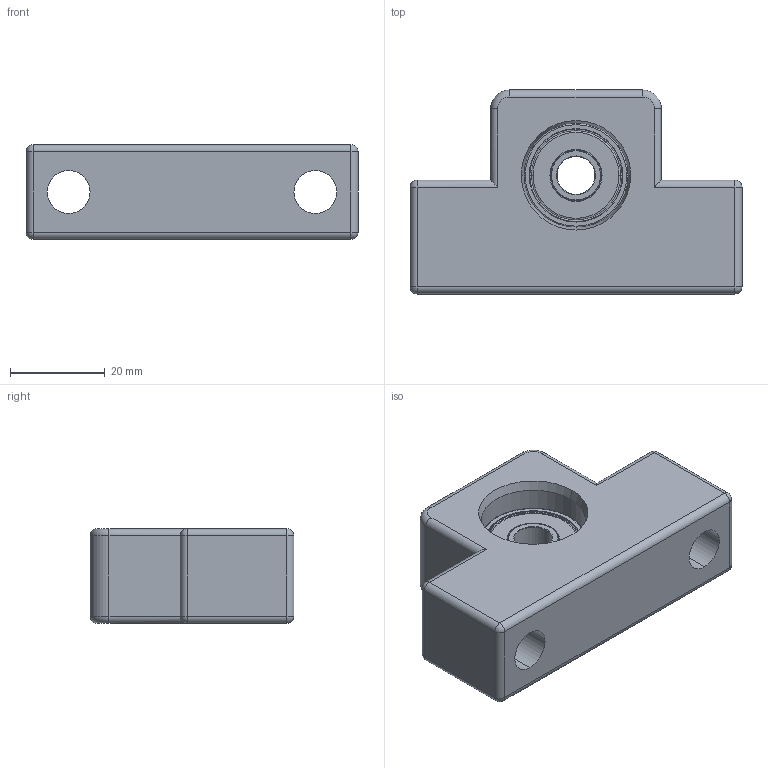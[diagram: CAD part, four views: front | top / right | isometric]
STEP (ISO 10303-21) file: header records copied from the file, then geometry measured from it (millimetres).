
FILE_DESCRIPTION (( 'STEP AP214' ), '1' );
FILE_NAME ('EF10疒玉.STEP', '2018-12-10T05:04:52', ( 'Windows 荤侩磊' ), ( '' ), 'SwSTEP 2.0', 'SolidWorks 2013', '' );
FILE_SCHEMA (( 'AUTOMOTIVE_DESIGN' ));
Length unit declared in the file: millimetre
Products named in the file (3): 608ZZ軸承; EF10_體(成_) ; EF10疒玉
Assembly tree (2 placements, depth 2):
  EF10疒玉
    EF10_體(成_) 
    608ZZ軸承
Bounding box: 70 x 43 x 20 mm (x, y, z)
Volume: 37712.7 mm3; surface area: 13457.3 mm2
Topology: 12 solids, 12 shells, 178 faces, 393 edges, 221 vertices
Faces by surface type: torus 66, cylinder 56, plane 22, sphere 22, cone 12
Entity records: 4816 total; most frequent: DIRECTION 966, CARTESIAN_POINT 745, ORIENTED_EDGE 700, AXIS2_PLACEMENT_3D 437, EDGE_CURVE 350, CIRCLE 254, VERTEX_POINT 200, EDGE_LOOP 196
